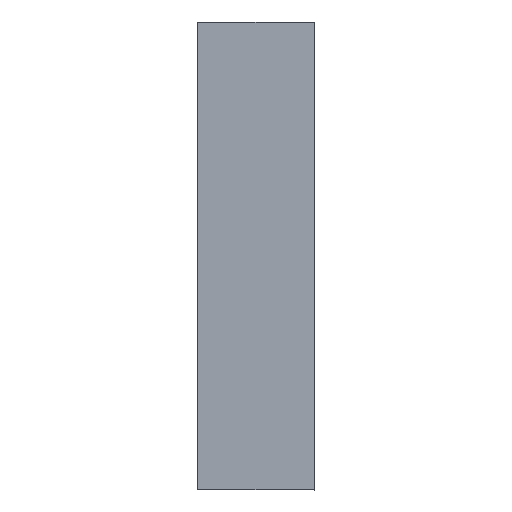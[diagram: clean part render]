
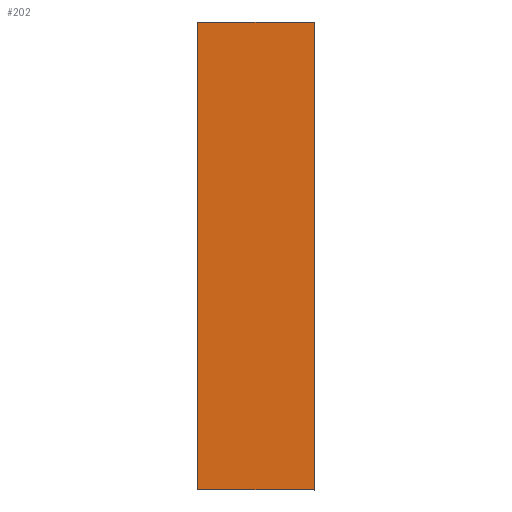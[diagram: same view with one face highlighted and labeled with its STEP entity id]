
A CAD part, front view. The second image highlights one B-rep face of the part: STEP entity #202.
In plain terms, the highlighted planar face has unit normal (0, -1, 0).
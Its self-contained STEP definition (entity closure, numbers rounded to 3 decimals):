
#48=FACE_OUTER_BOUND('',#66,.T.);
#66=EDGE_LOOP('',(#183,#184,#185,#186));
#72=LINE('',#310,#88);
#75=LINE('',#315,#91);
#78=LINE('',#331,#94);
#79=LINE('',#333,#95);
#88=VECTOR('',#250,10.);
#91=VECTOR('',#255,10.);
#94=VECTOR('',#272,10.);
#95=VECTOR('',#275,10.);
#103=VERTEX_POINT('',#307);
#104=VERTEX_POINT('',#309);
#105=VERTEX_POINT('',#313);
#111=VERTEX_POINT('',#329);
#120=EDGE_CURVE('',#103,#104,#72,.T.);
#123=EDGE_CURVE('',#103,#105,#75,.T.);
#131=EDGE_CURVE('',#105,#111,#78,.T.);
#132=EDGE_CURVE('',#111,#104,#79,.T.);
#183=ORIENTED_EDGE('',*,*,#132,.T.);
#184=ORIENTED_EDGE('',*,*,#120,.F.);
#185=ORIENTED_EDGE('',*,*,#123,.T.);
#186=ORIENTED_EDGE('',*,*,#131,.T.);
#192=PLANE('',#235);
#202=ADVANCED_FACE('',(#48),#192,.T.);
#235=AXIS2_PLACEMENT_3D('',#346,#291,#292);
#250=DIRECTION('',(1.,0.,0.));
#255=DIRECTION('',(0.,0.,-1.));
#272=DIRECTION('',(1.,0.,0.));
#275=DIRECTION('',(0.,0.,1.));
#291=DIRECTION('center_axis',(0.,-1.,0.));
#292=DIRECTION('ref_axis',(1.,0.,0.));
#307=CARTESIAN_POINT('',(0.,0.,12.7));
#309=CARTESIAN_POINT('',(3.175,0.,12.7));
#310=CARTESIAN_POINT('',(0.,0.,12.7));
#313=CARTESIAN_POINT('',(0.,0.,0.));
#315=CARTESIAN_POINT('',(0.,0.,12.7));
#329=CARTESIAN_POINT('',(3.175,0.,0.));
#331=CARTESIAN_POINT('',(0.,0.,0.));
#333=CARTESIAN_POINT('',(3.175,0.,12.7));
#346=CARTESIAN_POINT('Origin',(0.,0.,6.35));
